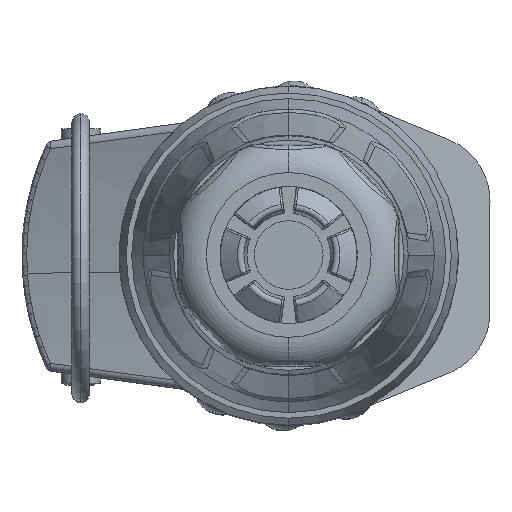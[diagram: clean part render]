
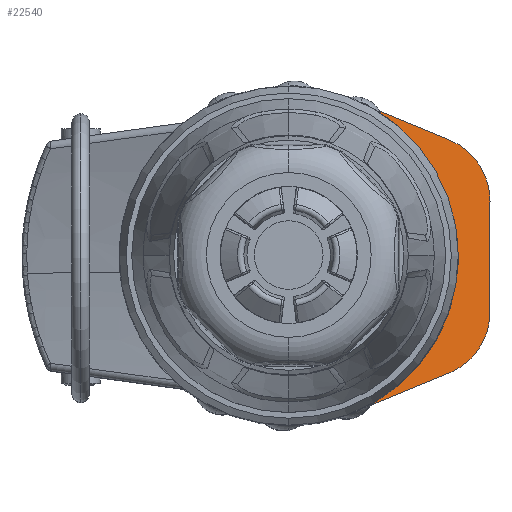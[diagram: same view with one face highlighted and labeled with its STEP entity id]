
A CAD part, top view. The second image highlights one B-rep face of the part: STEP entity #22540.
In plain terms, the highlighted planar face has unit normal (0.327, 0, 0.945).
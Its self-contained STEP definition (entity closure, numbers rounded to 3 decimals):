
#8277=CARTESIAN_POINT('',(44.798,-22.555,1.732));
#8288=DIRECTION('',(0.,-1.,0.));
#8289=VECTOR('',#8288,16.036);
#8290=CARTESIAN_POINT('',(64.302,8.018,-5.015));
#8291=LINE('',#8290,#8289);
#8292=CARTESIAN_POINT('',(64.302,-8.018,
-5.015));
#8293=CARTESIAN_POINT('',(64.302,-9.115,
-5.015));
#8294=CARTESIAN_POINT('',(63.958,-11.061,
-4.896));
#8295=CARTESIAN_POINT('',(62.78,-13.501,
-4.489));
#8296=CARTESIAN_POINT('',(61.009,-15.512,
-3.876));
#8297=CARTESIAN_POINT('',(59.398,-16.541,
-3.319));
#8298=CARTESIAN_POINT('',(58.431,-16.939,
-2.984));
#8300=DIRECTION('',(-0.881,-0.363,0.305));
#8301=VECTOR('',#8300,15.481);
#8302=CARTESIAN_POINT('',(58.431,-16.939,
-2.984));
#8303=LINE('',#8302,#8301);
#8304=CARTESIAN_POINT('',(44.798,-22.555,1.732));
#8305=CARTESIAN_POINT('',(45.896,-22.085,1.352));
#8306=CARTESIAN_POINT('',(47.684,-21.145,
0.734));
#8307=CARTESIAN_POINT('',(49.784,-19.735,
0.007));
#8308=CARTESIAN_POINT('',(51.503,-18.326,
-0.587));
#8309=CARTESIAN_POINT('',(53.433,-16.446,
-1.255));
#8310=CARTESIAN_POINT('',(55.323,-14.097,
-1.909));
#8311=CARTESIAN_POINT('',(57.011,-11.277,
-2.493));
#8312=CARTESIAN_POINT('',(58.242,-8.458,
-2.919));
#8313=CARTESIAN_POINT('',(59.362,-4.699,
-3.306));
#8314=CARTESIAN_POINT('',(59.893,0.,
-3.49));
#8315=CARTESIAN_POINT('',(59.362,4.699,-3.306));
#8316=CARTESIAN_POINT('',(58.242,8.458,-2.919));
#8317=CARTESIAN_POINT('',(57.011,11.277,-2.493));
#8318=CARTESIAN_POINT('',(55.323,14.097,-1.909));
#8319=CARTESIAN_POINT('',(53.433,16.446,-1.255));
#8320=CARTESIAN_POINT('',(51.503,18.326,
-0.587));
#8321=CARTESIAN_POINT('',(49.784,19.735,0.007));
#8322=CARTESIAN_POINT('',(47.684,21.145,0.734));
#8323=CARTESIAN_POINT('',(45.896,22.085,1.352));
#8324=CARTESIAN_POINT('',(44.798,22.555,1.732));
#8326=DIRECTION('',(0.881,-0.363,-0.305));
#8327=VECTOR('',#8326,15.481);
#8328=CARTESIAN_POINT('',(44.798,22.555,1.732));
#8329=LINE('',#8328,#8327);
#8330=CARTESIAN_POINT('',(58.431,16.939,-2.984));
#8331=CARTESIAN_POINT('',(58.58,16.878,-3.036));
#8332=CARTESIAN_POINT('',(58.872,16.748,-3.137));
#8333=CARTESIAN_POINT('',(59.299,16.532,-3.284));
#8334=CARTESIAN_POINT('',(59.712,16.295,-3.427));
#8335=CARTESIAN_POINT('',(60.11,16.04,-3.565));
#8336=CARTESIAN_POINT('',(60.494,15.765,-3.698));
#8337=CARTESIAN_POINT('',(60.862,15.471,-3.825));
#8338=CARTESIAN_POINT('',(61.215,15.161,-3.947));
#8339=CARTESIAN_POINT('',(61.551,14.834,-4.064));
#8340=CARTESIAN_POINT('',(61.871,14.49,-4.174));
#8341=CARTESIAN_POINT('',(62.174,14.13,-4.279));
#8342=CARTESIAN_POINT('',(62.461,13.753,-4.378));
#8343=CARTESIAN_POINT('',(62.73,13.361,-4.471));
#8344=CARTESIAN_POINT('',(62.979,12.957,-4.558));
#8345=CARTESIAN_POINT('',(63.207,12.542,-4.636));
#8346=CARTESIAN_POINT('',(63.413,12.12,-4.708));
#8347=CARTESIAN_POINT('',(63.597,11.691,-4.772));
#8348=CARTESIAN_POINT('',(63.761,11.254,-4.828));
#8349=CARTESIAN_POINT('',(63.903,10.81,-4.877));
#8350=CARTESIAN_POINT('',(64.025,10.359,-4.919));
#8351=CARTESIAN_POINT('',(64.125,9.901,-4.954));
#8352=CARTESIAN_POINT('',(64.203,9.438,-4.981));
#8353=CARTESIAN_POINT('',(64.26,8.969,-5.001));
#8354=CARTESIAN_POINT('',(64.294,8.495,-5.013));
#8355=CARTESIAN_POINT('',(64.302,8.177,-5.015));
#8356=CARTESIAN_POINT('',(64.302,8.018,-5.015));
#12104=CARTESIAN_POINT('',(58.431,16.939,
-2.984));
#12105=VERTEX_POINT('',#12104);
#12106=CARTESIAN_POINT('',(44.798,22.555,1.732));
#12107=VERTEX_POINT('',#12106);
#12108=CARTESIAN_POINT('',(64.302,8.018,
-5.015));
#12109=VERTEX_POINT('',#12108);
#12110=CARTESIAN_POINT('',(64.302,-8.018,
-5.015));
#12111=VERTEX_POINT('',#12110);
#12112=CARTESIAN_POINT('',(58.431,-16.939,
-2.984));
#12113=VERTEX_POINT('',#12112);
#12114=VERTEX_POINT('',#8277);
#22527=CARTESIAN_POINT('',(54.55,0.,
-1.641));
#22528=DIRECTION('',(0.327,0.,0.945));
#22529=DIRECTION('',(-0.945,0.,0.327));
#22530=AXIS2_PLACEMENT_3D('',#22527,#22528,#22529);
#22531=PLANE('',#22530);
#22532=ORIENTED_EDGE('',*,*,#22085,.T.);
#22533=ORIENTED_EDGE('',*,*,#22099,.T.);
#22534=ORIENTED_EDGE('',*,*,#22115,.T.);
#22535=ORIENTED_EDGE('',*,*,#22520,.T.);
#22536=ORIENTED_EDGE('',*,*,#22055,.T.);
#22537=ORIENTED_EDGE('',*,*,#22071,.T.);
#22538=EDGE_LOOP('',(#22532,#22533,#22534,#22535,#22536,#22537));
#22539=FACE_OUTER_BOUND('',#22538,.F.);
#22540=ADVANCED_FACE('',(#22539),#22531,.T.);
#8299=B_SPLINE_CURVE_WITH_KNOTS('',3,(#8292,#8293,#8294,#8295,#8296,#8297,
#8298),.UNSPECIFIED.,.F.,.F.,(4,1,1,1,4),(0.,0.25,0.5,0.75,1.),
.UNSPECIFIED.);
#8325=B_SPLINE_CURVE_WITH_KNOTS('',3,(#8304,#8305,#8306,#8307,#8308,#8309,#8310,
#8311,#8312,#8313,#8314,#8315,#8316,#8317,#8318,#8319,#8320,#8321,#8322,#8323,
#8324),.UNSPECIFIED.,.F.,.F.,(4,1,1,1,1,1,1,1,1,1,1,1,1,1,1,1,1,1,4),(0.,
0.031,0.063,0.094,0.125,0.188,0.25,0.313,0.375,0.5,
0.625,0.688,0.75,0.813,0.875,0.906,0.938,0.969,1.),
.UNSPECIFIED.);
#8357=B_SPLINE_CURVE_WITH_KNOTS('',3,(#8330,#8331,#8332,#8333,#8334,#8335,#8336,
#8337,#8338,#8339,#8340,#8341,#8342,#8343,#8344,#8345,#8346,#8347,#8348,#8349,
#8350,#8351,#8352,#8353,#8354,#8355,#8356),.UNSPECIFIED.,.F.,.F.,(4,1,1,1,1,1,1,
1,1,1,1,1,1,1,1,1,1,1,1,1,1,1,1,1,4),(0.,0.042,0.083,
0.125,0.167,0.208,0.25,0.292,
0.333,0.375,0.417,0.458,0.5,
0.542,0.583,0.625,0.667,0.708,
0.75,0.792,0.833,0.875,0.917,
0.958,1.),.UNSPECIFIED.);
#22055=EDGE_CURVE('',#12107,#12105,#8329,.T.);
#22071=EDGE_CURVE('',#12105,#12109,#8357,.T.);
#22085=EDGE_CURVE('',#12109,#12111,#8291,.T.);
#22099=EDGE_CURVE('',#12111,#12113,#8299,.T.);
#22115=EDGE_CURVE('',#12113,#12114,#8303,.T.);
#22520=EDGE_CURVE('',#12114,#12107,#8325,.T.);
